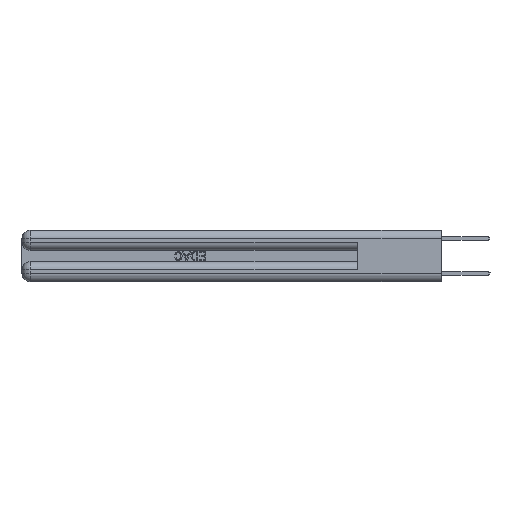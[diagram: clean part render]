
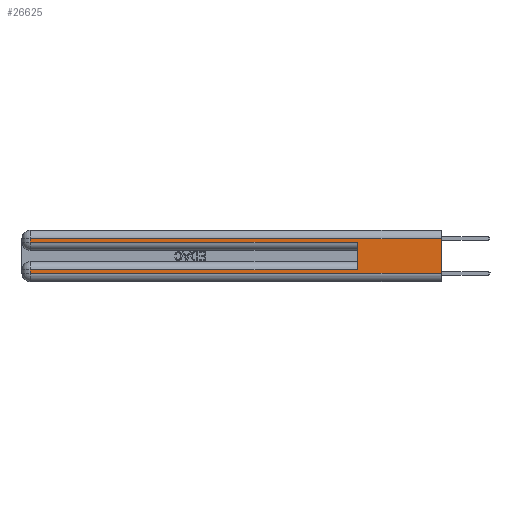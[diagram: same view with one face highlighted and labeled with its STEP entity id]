
A CAD part, left-side view. The second image highlights one B-rep face of the part: STEP entity #26625.
In plain terms, the highlighted planar face has unit normal (-1, 0, 0).
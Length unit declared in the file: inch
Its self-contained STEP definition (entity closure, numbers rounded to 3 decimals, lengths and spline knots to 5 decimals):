
#1544 = DIRECTION ( 'NONE',  ( 0., -1., 0. ) ) ;
#2079 = ORIENTED_EDGE ( 'NONE', *, *, #25332, .T. ) ;
#3076 = CARTESIAN_POINT ( 'NONE',  ( 0., 2.94, 0.285 ) ) ;
#3437 = CARTESIAN_POINT ( 'NONE',  ( 0., 0.6, 0.285 ) ) ;
#3444 = EDGE_CURVE ( 'NONE', #11672, #22198, #16373, .T. ) ;
#3648 = CARTESIAN_POINT ( 'NONE',  ( 0., 2.94, 0.085 ) ) ;
#3879 = VERTEX_POINT ( 'NONE', #30965 ) ;
#4122 = ORIENTED_EDGE ( 'NONE', *, *, #30944, .T. ) ;
#4379 = LINE ( 'NONE', #15848, #32430 ) ;
#6370 = EDGE_CURVE ( 'NONE', #16330, #26273, #18529, .T. ) ;
#7156 = VECTOR ( 'NONE', #36665, 39.37008 ) ;
#7921 = CARTESIAN_POINT ( 'NONE',  ( 0., 0., 0.37 ) ) ;
#8735 = CARTESIAN_POINT ( 'NONE',  ( 0., 0., 0.31 ) ) ;
#9367 = EDGE_CURVE ( 'NONE', #3879, #29391, #13629, .T. ) ;
#10912 = DIRECTION ( 'NONE',  ( 0., -1., 0. ) ) ;
#10920 = DIRECTION ( 'NONE',  ( 0., 0., -1. ) ) ;
#11058 = VECTOR ( 'NONE', #26074, 39.37008 ) ;
#11278 = FACE_OUTER_BOUND ( 'NONE', #31759, .T. ) ;
#11672 = VERTEX_POINT ( 'NONE', #11776 ) ;
#11776 = CARTESIAN_POINT ( 'NONE',  ( 0., 2.94, 0.31 ) ) ;
#12124 = ORIENTED_EDGE ( 'NONE', *, *, #16783, .T. ) ;
#13629 = LINE ( 'NONE', #27766, #31343 ) ;
#13725 = VECTOR ( 'NONE', #21450, 39.37008 ) ;
#14382 = LINE ( 'NONE', #8735, #11058 ) ;
#15138 = CARTESIAN_POINT ( 'NONE',  ( 0., 0.6, 0.145 ) ) ;
#15848 = CARTESIAN_POINT ( 'NONE',  ( 0., 0., 0.06 ) ) ;
#16260 = VECTOR ( 'NONE', #10912, 39.37008 ) ;
#16330 = VERTEX_POINT ( 'NONE', #33385 ) ;
#16373 = LINE ( 'NONE', #36537, #13725 ) ;
#16783 = EDGE_CURVE ( 'NONE', #16330, #18842, #33474, .T. ) ;
#17882 = VERTEX_POINT ( 'NONE', #18407 ) ;
#18407 = CARTESIAN_POINT ( 'NONE',  ( 0., 2.94, 0.06 ) ) ;
#18529 = LINE ( 'NONE', #15138, #36359 ) ;
#18842 = VERTEX_POINT ( 'NONE', #3648 ) ;
#19045 = EDGE_CURVE ( 'NONE', #17882, #29391, #4379, .T. ) ;
#20444 = LINE ( 'NONE', #25742, #21191 ) ;
#20705 = ORIENTED_EDGE ( 'NONE', *, *, #9367, .F. ) ;
#21191 = VECTOR ( 'NONE', #28555, 39.37008 ) ;
#21450 = DIRECTION ( 'NONE',  ( 0., 0., -1. ) ) ;
#22198 = VERTEX_POINT ( 'NONE', #3076 ) ;
#22576 = ORIENTED_EDGE ( 'NONE', *, *, #6370, .F. ) ;
#22773 = DIRECTION ( 'NONE',  ( 1., 0., 0. ) ) ;
#25332 = EDGE_CURVE ( 'NONE', #22198, #26273, #25790, .T. ) ;
#25596 = ORIENTED_EDGE ( 'NONE', *, *, #29240, .T. ) ;
#25742 = CARTESIAN_POINT ( 'NONE',  ( 0., 2.94, 0.37 ) ) ;
#25790 = LINE ( 'NONE', #28058, #16260 ) ;
#26074 = DIRECTION ( 'NONE',  ( 0., 1., 0. ) ) ;
#26273 = VERTEX_POINT ( 'NONE', #3437 ) ;
#26625 = ADVANCED_FACE ( 'NONE', ( #11278 ), #28788, .F. ) ;
#27110 = ORIENTED_EDGE ( 'NONE', *, *, #3444, .T. ) ;
#27377 = DIRECTION ( 'NONE',  ( 0., 0., -1. ) ) ;
#27766 = CARTESIAN_POINT ( 'NONE',  ( 0., 0., 0.37 ) ) ;
#27987 = CARTESIAN_POINT ( 'NONE',  ( 0., 0., 0.085 ) ) ;
#28058 = CARTESIAN_POINT ( 'NONE',  ( 0., 0., 0.285 ) ) ;
#28555 = DIRECTION ( 'NONE',  ( 0., 0., -1. ) ) ;
#28788 = PLANE ( 'NONE',  #32594 ) ;
#29240 = EDGE_CURVE ( 'NONE', #18842, #17882, #20444, .T. ) ;
#29391 = VERTEX_POINT ( 'NONE', #35151 ) ;
#29635 = DIRECTION ( 'NONE',  ( 0., 0., 1. ) ) ;
#30944 = EDGE_CURVE ( 'NONE', #3879, #11672, #14382, .T. ) ;
#30965 = CARTESIAN_POINT ( 'NONE',  ( 0., 0., 0.31 ) ) ;
#31343 = VECTOR ( 'NONE', #27377, 39.37008 ) ;
#31759 = EDGE_LOOP ( 'NONE', ( #20705, #4122, #27110, #2079, #22576, #12124, #25596, #32008 ) ) ;
#32008 = ORIENTED_EDGE ( 'NONE', *, *, #19045, .T. ) ;
#32430 = VECTOR ( 'NONE', #1544, 39.37008 ) ;
#32594 = AXIS2_PLACEMENT_3D ( 'NONE', #7921, #22773, #10920 ) ;
#33385 = CARTESIAN_POINT ( 'NONE',  ( 0., 0.6, 0.085 ) ) ;
#33474 = LINE ( 'NONE', #27987, #7156 ) ;
#35151 = CARTESIAN_POINT ( 'NONE',  ( 0., 0., 0.06 ) ) ;
#36359 = VECTOR ( 'NONE', #29635, 39.37008 ) ;
#36537 = CARTESIAN_POINT ( 'NONE',  ( 0., 2.94, 0.37 ) ) ;
#36665 = DIRECTION ( 'NONE',  ( 0., 1., 0. ) ) ;
